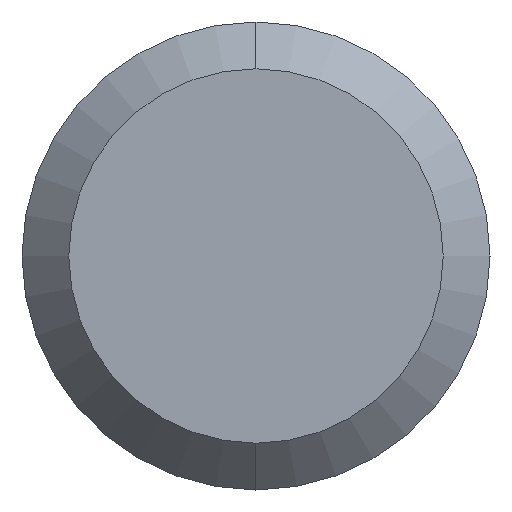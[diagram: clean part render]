
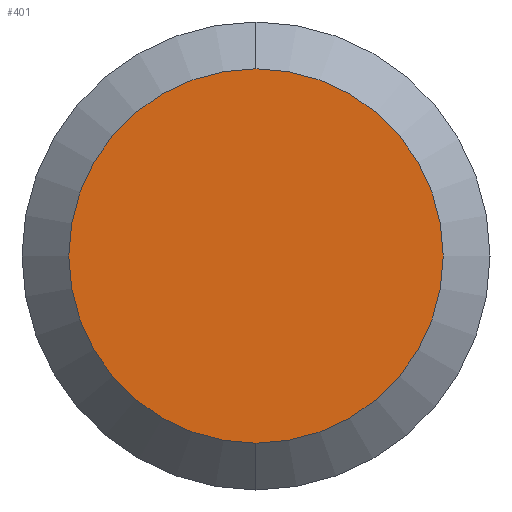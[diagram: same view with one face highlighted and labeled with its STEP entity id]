
A CAD part, left-side view. The second image highlights one B-rep face of the part: STEP entity #401.
In plain terms, the highlighted planar face has unit normal (-1, 0, 0).
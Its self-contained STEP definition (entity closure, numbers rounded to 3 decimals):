
#13 = PLANE ( 'NONE',  #187 ) ;
#18 = AXIS2_PLACEMENT_3D ( 'NONE', #223, #217, #183 ) ;
#20 = ORIENTED_EDGE ( 'NONE', *, *, #364, .T. ) ;
#27 = EDGE_CURVE ( 'NONE', #382, #209, #311, .T. ) ;
#71 = ORIENTED_EDGE ( 'NONE', *, *, #27, .T. ) ;
#120 = CARTESIAN_POINT ( 'NONE',  ( 0., 0., 2.4 ) ) ;
#132 = FACE_OUTER_BOUND ( 'NONE', #488, .T. ) ;
#174 = DIRECTION ( 'NONE',  ( 1., 0., 0. ) ) ;
#183 = DIRECTION ( 'NONE',  ( 0., 0., 1. ) ) ;
#187 = AXIS2_PLACEMENT_3D ( 'NONE', #361, #174, #320 ) ;
#202 = DIRECTION ( 'NONE',  ( -1., 0., 0. ) ) ;
#203 = CARTESIAN_POINT ( 'NONE',  ( 0., 0., -2.4 ) ) ;
#209 = VERTEX_POINT ( 'NONE', #120 ) ;
#217 = DIRECTION ( 'NONE',  ( -1., 0., 0. ) ) ;
#223 = CARTESIAN_POINT ( 'NONE',  ( 0., 0., 0. ) ) ;
#240 = CARTESIAN_POINT ( 'NONE',  ( 0., 0., 0. ) ) ;
#246 = DIRECTION ( 'NONE',  ( 0., 0., 1. ) ) ;
#311 = CIRCLE ( 'NONE', #18, 2.4 ) ;
#320 = DIRECTION ( 'NONE',  ( 0., 0., -1. ) ) ;
#361 = CARTESIAN_POINT ( 'NONE',  ( 0., 2.4, 0. ) ) ;
#364 = EDGE_CURVE ( 'NONE', #209, #382, #390, .T. ) ;
#382 = VERTEX_POINT ( 'NONE', #203 ) ;
#389 = AXIS2_PLACEMENT_3D ( 'NONE', #240, #202, #246 ) ;
#390 = CIRCLE ( 'NONE', #389, 2.4 ) ;
#401 = ADVANCED_FACE ( 'NONE', ( #132 ), #13, .F. ) ;
#488 = EDGE_LOOP ( 'NONE', ( #71, #20 ) ) ;
